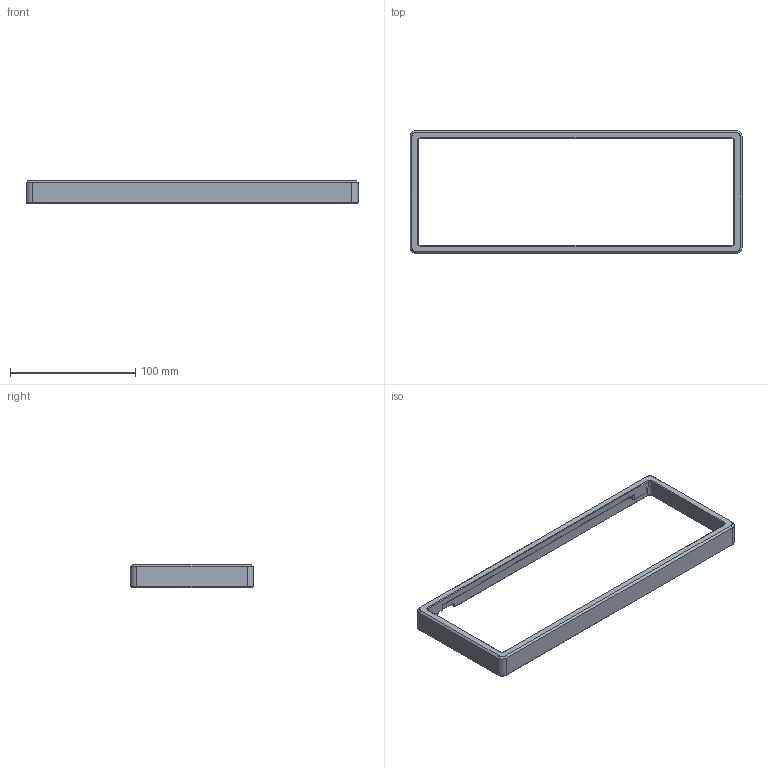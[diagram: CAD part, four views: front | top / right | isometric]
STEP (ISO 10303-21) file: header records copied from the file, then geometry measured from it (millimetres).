
FILE_DESCRIPTION(/* description */ (''),/* implementation_level */ '2;1');
FILE_NAME(/* name */ 'pegasus_top.step',/* time_stamp */ '2022-02-28T18:39:07-08:00',/* author */ (''),/* organization */ (''),/* preprocessor_version */ 'ST-DEVELOPER v18.1',/* originating_system */ 'Autodesk Translation Framework v10.13.0.1454',/* authorisation */ '');
FILE_SCHEMA (('AUTOMOTIVE_DESIGN { 1 0 10303 214 3 1 1 }'));
Length unit declared in the file: millimetre
Products named in the file (1): Top
Bounding box: 264.84 x 98.15 x 18.5 mm (x, y, z)
Volume: 46859.6 mm3; surface area: 34218.7 mm2
Topology: 1 solids, 1 shells, 181 faces, 450 edges, 284 vertices
Faces by surface type: plane 95, cylinder 62, cone 24
Full cylindrical faces by diameter (mm): 1.623 x6
Entity records: 5392 total; most frequent: DIRECTION 962, CARTESIAN_POINT 916, ORIENTED_EDGE 900, EDGE_CURVE 450, AXIS2_PLACEMENT_3D 330, LINE 302, VECTOR 302, VERTEX_POINT 284
